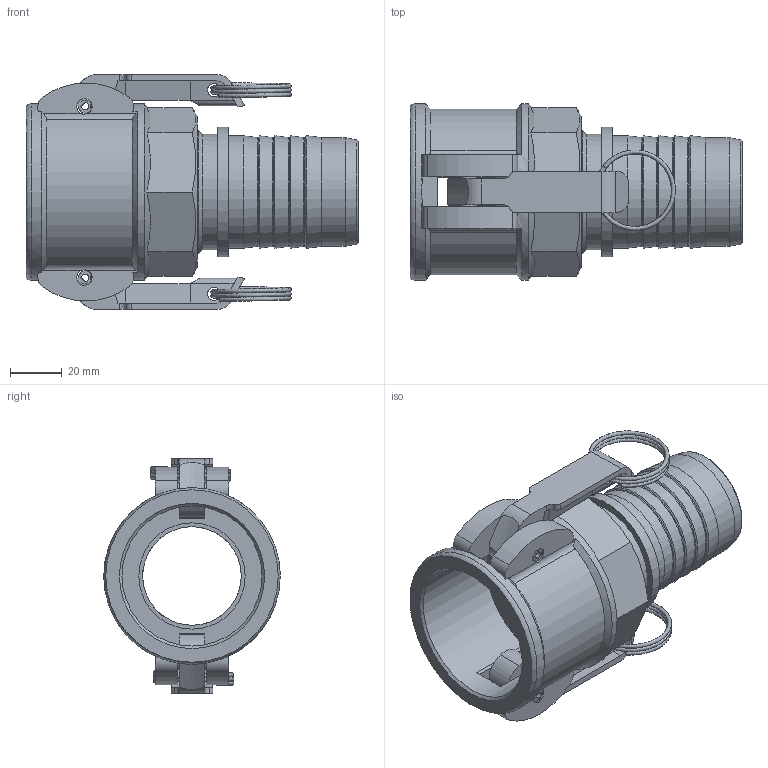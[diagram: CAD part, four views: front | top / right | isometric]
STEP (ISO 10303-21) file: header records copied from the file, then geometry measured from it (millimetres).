
FILE_DESCRIPTION(/* description */ (''),/* implementation_level */ '2;1');
FILE_NAME(/* name */ 'mstp_42.stp',/* time_stamp */ '2020-04-29T08:55:24+02:00',/* author */ ('ertl'),/* organization */ (''),/* preprocessor_version */ 'ST-DEVELOPER v17',/* originating_system */ 'Autodesk Inventor 2018',/* authorisation */ '0 mm^3');
FILE_SCHEMA (('AUTOMOTIVE_DESIGN { 1 0 10303 214 3 1 1 }'));
Length unit declared in the file: millimetre
Products named in the file (1): mstp_42
Bounding box: 128 x 68 x 90.6 mm (x, y, z)
Volume: 139684.3 mm3; surface area: 61145.3 mm2
Topology: 5 solids, 5 shells, 225 faces, 648 edges, 427 vertices
Faces by surface type: plane 99, cylinder 90, cone 28, torus 6, bspline 2
Full cylindrical faces by diameter (mm): 5 x2, 6 x4, 6.5 x2, 38 x1, 41 x1, 42 x1, 43.358 x1, 44.5 x1, 47.803 x1, 50 x1, 54 x1, 68 x2
Entity records: 8870 total; most frequent: CARTESIAN_POINT 2526, DIRECTION 1299, ORIENTED_EDGE 1296, EDGE_CURVE 648, AXIS2_PLACEMENT_3D 496, VERTEX_POINT 427, LINE 307, VECTOR 307
